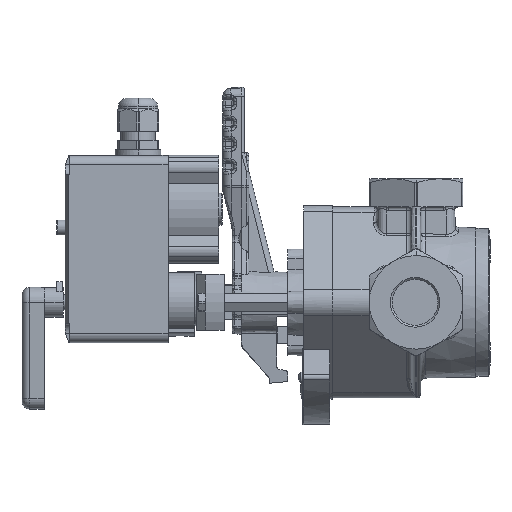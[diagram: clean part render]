
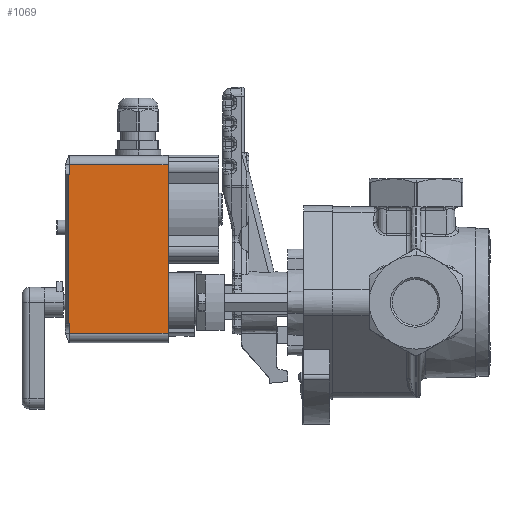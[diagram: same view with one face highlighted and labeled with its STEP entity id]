
A CAD part, left-side view. The second image highlights one B-rep face of the part: STEP entity #1069.
In plain terms, the highlighted planar face has unit normal (-1, 0, 0).
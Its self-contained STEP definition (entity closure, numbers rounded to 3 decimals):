
#494=CARTESIAN_POINT('Vertex',(-31.,184.5,-11.5)) ;
#497=CARTESIAN_POINT('Line Origine',(-31.,184.75,-11.5)) ;
#501=CARTESIAN_POINT('Vertex',(-31.,185.,-11.5)) ;
#532=CARTESIAN_POINT('Vertex',(-31.,184.5,-16.5)) ;
#535=CARTESIAN_POINT('Line Origine',(-31.,184.5,-14.)) ;
#877=CARTESIAN_POINT('Vertex',(-31.,185.,68.5)) ;
#882=CARTESIAN_POINT('Line Origine',(-31.,184.75,68.5)) ;
#886=CARTESIAN_POINT('Vertex',(-31.,184.5,68.5)) ;
#974=CARTESIAN_POINT('Line Origine',(-31.,184.5,71.)) ;
#978=CARTESIAN_POINT('Vertex',(-31.,184.5,73.5)) ;
#1018=CARTESIAN_POINT('Line Origine',(-31.,159.5,73.5)) ;
#1022=CARTESIAN_POINT('Vertex',(-31.,132.,73.5)) ;
#1037=CARTESIAN_POINT('Axis2P3D Location',(-31.,132.,73.5)) ;
#1042=CARTESIAN_POINT('Line Origine',(-31.,158.25,-16.5)) ;
#1046=CARTESIAN_POINT('Vertex',(-31.,132.,-16.5)) ;
#1049=CARTESIAN_POINT('Line Origine',(-31.,132.,28.5)) ;
#1054=CARTESIAN_POINT('Line Origine',(-31.,185.,28.5)) ;
#498=DIRECTION('Vector Direction',(0.,-1.,0.)) ;
#536=DIRECTION('Vector Direction',(0.,0.,-1.)) ;
#883=DIRECTION('Vector Direction',(0.,-1.,0.)) ;
#975=DIRECTION('Vector Direction',(0.,0.,-1.)) ;
#1019=DIRECTION('Vector Direction',(0.,1.,0.)) ;
#1038=DIRECTION('Axis2P3D Direction',(1.,0.,0.)) ;
#1039=DIRECTION('Axis2P3D XDirection',(0.,0.,-1.)) ;
#1043=DIRECTION('Vector Direction',(0.,1.,0.)) ;
#1050=DIRECTION('Vector Direction',(0.,0.,-1.)) ;
#1055=DIRECTION('Vector Direction',(0.,0.,1.)) ;
#1040=AXIS2_PLACEMENT_3D('Plane Axis2P3D',#1037,#1038,#1039) ;
#1060=ORIENTED_EDGE('',*,*,#1048,.F.) ;
#1061=ORIENTED_EDGE('',*,*,#1053,.T.) ;
#1062=ORIENTED_EDGE('',*,*,#1024,.T.) ;
#1063=ORIENTED_EDGE('',*,*,#980,.T.) ;
#1064=ORIENTED_EDGE('',*,*,#888,.F.) ;
#1065=ORIENTED_EDGE('',*,*,#1058,.F.) ;
#1066=ORIENTED_EDGE('',*,*,#503,.T.) ;
#1067=ORIENTED_EDGE('',*,*,#539,.T.) ;
#499=VECTOR('Line Direction',#498,1.) ;
#537=VECTOR('Line Direction',#536,1.) ;
#884=VECTOR('Line Direction',#883,1.) ;
#976=VECTOR('Line Direction',#975,1.) ;
#1020=VECTOR('Line Direction',#1019,1.) ;
#1044=VECTOR('Line Direction',#1043,1.) ;
#1051=VECTOR('Line Direction',#1050,1.) ;
#1056=VECTOR('Line Direction',#1055,1.) ;
#1069=ADVANCED_FACE('PartBody',(#1068),#1041,.F.) ;
#503=EDGE_CURVE('',#502,#495,#500,.T.) ;
#539=EDGE_CURVE('',#495,#533,#538,.T.) ;
#888=EDGE_CURVE('',#878,#887,#885,.T.) ;
#980=EDGE_CURVE('',#979,#887,#977,.T.) ;
#1024=EDGE_CURVE('',#1023,#979,#1021,.T.) ;
#1048=EDGE_CURVE('',#1047,#533,#1045,.T.) ;
#1053=EDGE_CURVE('',#1047,#1023,#1052,.F.) ;
#1058=EDGE_CURVE('',#502,#878,#1057,.T.) ;
#1059=EDGE_LOOP('',(#1060,#1061,#1062,#1063,#1064,#1065,#1066,#1067)) ;
#1068=FACE_OUTER_BOUND('',#1059,.T.) ;
#500=LINE('Line',#497,#499) ;
#538=LINE('Line',#535,#537) ;
#885=LINE('Line',#882,#884) ;
#977=LINE('Line',#974,#976) ;
#1021=LINE('Line',#1018,#1020) ;
#1045=LINE('Line',#1042,#1044) ;
#1052=LINE('Line',#1049,#1051) ;
#1057=LINE('Line',#1054,#1056) ;
#1041=PLANE('',#1040) ;
#495=VERTEX_POINT('',#494) ;
#502=VERTEX_POINT('',#501) ;
#533=VERTEX_POINT('',#532) ;
#878=VERTEX_POINT('',#877) ;
#887=VERTEX_POINT('',#886) ;
#979=VERTEX_POINT('',#978) ;
#1023=VERTEX_POINT('',#1022) ;
#1047=VERTEX_POINT('',#1046) ;
